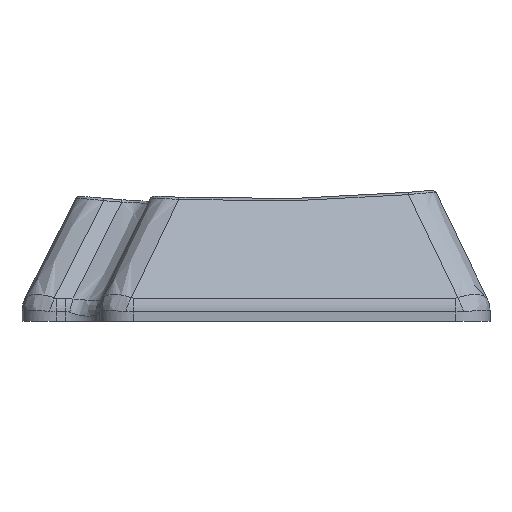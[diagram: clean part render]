
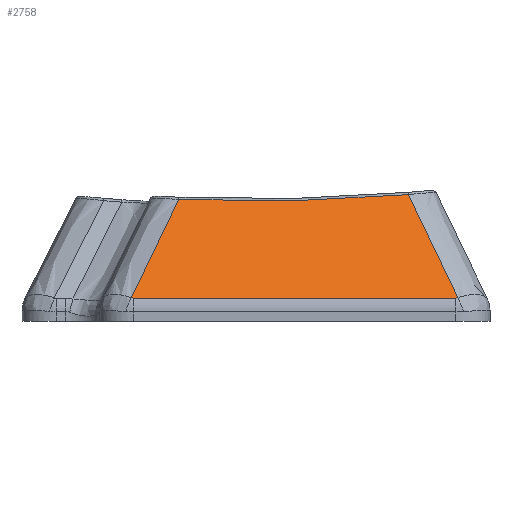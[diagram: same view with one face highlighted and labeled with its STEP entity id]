
A CAD part, front view. The second image highlights one B-rep face of the part: STEP entity #2758.
In plain terms, the highlighted planar face has unit normal (0, -0.839, 0.545).
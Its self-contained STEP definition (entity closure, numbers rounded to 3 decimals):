
#15=PLANE('',#2928);
#220=ELLIPSE('',#2920,0.918,0.5);
#222=ELLIPSE('',#2925,0.918,0.5);
#246=LINE('',#4967,#379);
#379=VECTOR('',#3140,10.);
#540=FACE_OUTER_BOUND('',#689,.T.);
#689=EDGE_LOOP('',(#2114,#2115,#2116,#2117,#2118,#2119));
#929=B_SPLINE_CURVE_WITH_KNOTS('',3,(#5167,#5168,#5169,#5170),
 .UNSPECIFIED.,.F.,.F.,(4,4),(-0.795,-0.054),
 .UNSPECIFIED.);
#931=B_SPLINE_CURVE_WITH_KNOTS('',3,(#5178,#5179,#5180,#5181),
 .UNSPECIFIED.,.F.,.F.,(4,4),(0.062,0.84),
 .UNSPECIFIED.);
#932=B_SPLINE_CURVE_WITH_KNOTS('',3,(#5182,#5183,#5184,#5185),
 .UNSPECIFIED.,.F.,.F.,(4,4),(-1.349,0.),.UNSPECIFIED.);
#1187=VERTEX_POINT('',#4926);
#1189=VERTEX_POINT('',#4957);
#1191=VERTEX_POINT('',#4963);
#1193=VERTEX_POINT('',#4984);
#1201=VERTEX_POINT('',#5166);
#1202=VERTEX_POINT('',#5177);
#1527=EDGE_CURVE('',#1187,#1189,#220,.T.);
#1530=EDGE_CURVE('',#1189,#1191,#246,.T.);
#1533=EDGE_CURVE('',#1191,#1193,#222,.T.);
#1548=EDGE_CURVE('',#1193,#1201,#929,.T.);
#1550=EDGE_CURVE('',#1202,#1187,#931,.T.);
#1551=EDGE_CURVE('',#1201,#1202,#932,.T.);
#2114=ORIENTED_EDGE('',*,*,#1533,.F.);
#2115=ORIENTED_EDGE('',*,*,#1530,.F.);
#2116=ORIENTED_EDGE('',*,*,#1527,.F.);
#2117=ORIENTED_EDGE('',*,*,#1550,.F.);
#2118=ORIENTED_EDGE('',*,*,#1551,.F.);
#2119=ORIENTED_EDGE('',*,*,#1548,.F.);
#2758=ADVANCED_FACE('',(#540),#15,.F.);
#2920=AXIS2_PLACEMENT_3D('',#4961,#3133,#3134);
#2925=AXIS2_PLACEMENT_3D('',#4988,#3145,#3146);
#2928=AXIS2_PLACEMENT_3D('',#5176,#3151,#3152);
#3133=DIRECTION('center_axis',(0.,0.839,-0.545));
#3134=DIRECTION('ref_axis',(0.,-0.545,-0.839));
#3140=DIRECTION('',(-1.,0.,0.));
#3145=DIRECTION('center_axis',(0.,0.839,-0.545));
#3146=DIRECTION('ref_axis',(0.,-0.545,-0.839));
#3151=DIRECTION('center_axis',(0.,0.839,-0.545));
#3152=DIRECTION('ref_axis',(-1.,0.,0.));
#4926=CARTESIAN_POINT('',(9.577,-18.35,0.394));
#4957=CARTESIAN_POINT('',(9.462,-18.363,0.373));
#4961=CARTESIAN_POINT('Origin',(9.462,-17.863,1.142));
#4963=CARTESIAN_POINT('',(-9.462,-18.363,0.373));
#4967=CARTESIAN_POINT('',(1.611,-18.363,0.373));
#4984=CARTESIAN_POINT('',(-9.577,-18.35,0.393));
#4988=CARTESIAN_POINT('Origin',(-9.462,-17.863,1.142));
#5166=CARTESIAN_POINT('',(-6.804,-14.608,6.153));
#5167=CARTESIAN_POINT('Ctrl Pts',(-9.577,-18.35,0.393));
#5168=CARTESIAN_POINT('Ctrl Pts',(-8.653,-17.103,2.314));
#5169=CARTESIAN_POINT('Ctrl Pts',(-7.728,-15.855,4.233));
#5170=CARTESIAN_POINT('Ctrl Pts',(-6.804,-14.608,6.153));
#5176=CARTESIAN_POINT('Origin',(-8.239,-14.235,6.727));
#5177=CARTESIAN_POINT('',(6.666,-14.423,6.438));
#5178=CARTESIAN_POINT('Ctrl Pts',(6.666,-14.423,6.438));
#5179=CARTESIAN_POINT('Ctrl Pts',(7.637,-15.732,4.424));
#5180=CARTESIAN_POINT('Ctrl Pts',(8.607,-17.041,2.409));
#5181=CARTESIAN_POINT('Ctrl Pts',(9.577,-18.35,0.394));
#5182=CARTESIAN_POINT('Ctrl Pts',(-6.804,-14.608,6.153));
#5183=CARTESIAN_POINT('Ctrl Pts',(-2.314,-14.735,5.958));
#5184=CARTESIAN_POINT('Ctrl Pts',(2.194,-14.673,6.054));
#5185=CARTESIAN_POINT('Ctrl Pts',(6.666,-14.423,6.438));
